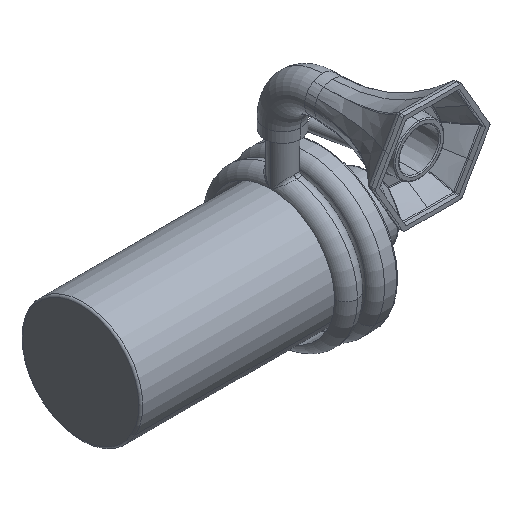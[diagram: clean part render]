
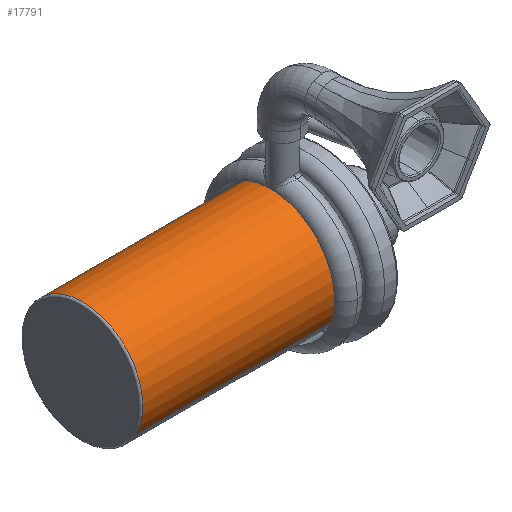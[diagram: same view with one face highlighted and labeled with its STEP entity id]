
A CAD part, isometric view. The second image highlights one B-rep face of the part: STEP entity #17791.
In plain terms, the highlighted cylindrical face has radius 30 mm (diameter 60 mm), a partial arc.
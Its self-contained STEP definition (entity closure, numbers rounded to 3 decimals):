
#17532=CARTESIAN_POINT('Vertex',(2.091,101.327,-65.617)) ;
#17535=CARTESIAN_POINT('Axis2P3D Location',(2.091,75.,-80.)) ;
#17539=CARTESIAN_POINT('Vertex',(2.091,48.673,-94.383)) ;
#17749=CARTESIAN_POINT('Axis2P3D Location',(-40.909,75.,-80.)) ;
#17754=CARTESIAN_POINT('Line Origine',(-46.909,101.327,-65.617)) ;
#17758=CARTESIAN_POINT('Vertex',(-99.909,101.327,-65.617)) ;
#17761=CARTESIAN_POINT('Line Origine',(-46.909,48.673,-94.383)) ;
#17765=CARTESIAN_POINT('Vertex',(-99.909,48.673,-94.383)) ;
#17780=CARTESIAN_POINT('Axis2P3D Location',(-99.909,75.,-80.)) ;
#17536=DIRECTION('Axis2P3D Direction',(1.,0.,0.)) ;
#17750=DIRECTION('Axis2P3D Direction',(1.,-0.,0.)) ;
#17751=DIRECTION('Axis2P3D XDirection',(0.,-0.878,-0.479)) ;
#17755=DIRECTION('Vector Direction',(1.,0.,0.)) ;
#17762=DIRECTION('Vector Direction',(1.,0.,0.)) ;
#17781=DIRECTION('Axis2P3D Direction',(1.,-0.,0.)) ;
#17537=AXIS2_PLACEMENT_3D('Circle Axis2P3D',#17535,#17536,$) ;
#17752=AXIS2_PLACEMENT_3D('Cylinder Axis2P3D',#17749,#17750,#17751) ;
#17782=AXIS2_PLACEMENT_3D('Circle Axis2P3D',#17780,#17781,$) ;
#17786=ORIENTED_EDGE('',*,*,#17767,.F.) ;
#17787=ORIENTED_EDGE('',*,*,#17541,.T.) ;
#17788=ORIENTED_EDGE('',*,*,#17760,.T.) ;
#17789=ORIENTED_EDGE('',*,*,#17784,.T.) ;
#17756=VECTOR('Line Direction',#17755,1.) ;
#17763=VECTOR('Line Direction',#17762,1.) ;
#17791=ADVANCED_FACE('Standard Part 2017.1\\PartBody',(#17790),#17753,.T.) ;
#17538=CIRCLE('generated circle',#17537,30.) ;
#17783=CIRCLE('generated circle',#17782,30.) ;
#17753=CYLINDRICAL_SURFACE('generated cylinder',#17752,30.) ;
#17541=EDGE_CURVE('',#17540,#17533,#17538,.F.) ;
#17760=EDGE_CURVE('',#17533,#17759,#17757,.F.) ;
#17767=EDGE_CURVE('',#17540,#17766,#17764,.F.) ;
#17784=EDGE_CURVE('',#17759,#17766,#17783,.T.) ;
#17785=EDGE_LOOP('',(#17786,#17787,#17788,#17789)) ;
#17790=FACE_OUTER_BOUND('',#17785,.T.) ;
#17757=LINE('Line',#17754,#17756) ;
#17764=LINE('Line',#17761,#17763) ;
#17533=VERTEX_POINT('',#17532) ;
#17540=VERTEX_POINT('',#17539) ;
#17759=VERTEX_POINT('',#17758) ;
#17766=VERTEX_POINT('',#17765) ;
